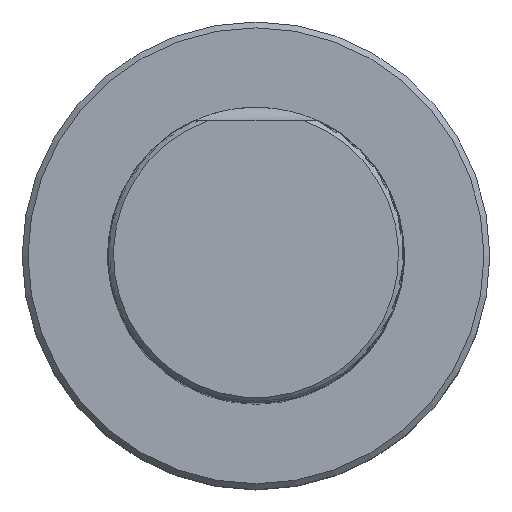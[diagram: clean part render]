
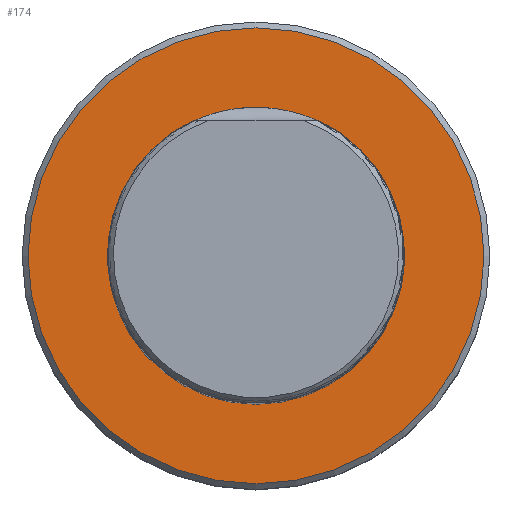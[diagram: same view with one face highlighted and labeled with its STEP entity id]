
A CAD part, top view. The second image highlights one B-rep face of the part: STEP entity #174.
In plain terms, the highlighted planar face has unit normal (0, 0, 1).
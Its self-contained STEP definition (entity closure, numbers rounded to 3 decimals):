
#145=PLANE('',#443);
#174=ADVANCED_FACE('',(#208,#209),#145,.T.);
#208=FACE_BOUND('',#240,.T.);
#209=FACE_BOUND('',#241,.T.);
#240=EDGE_LOOP('',(#279));
#241=EDGE_LOOP('',(#280));
#279=ORIENTED_EDGE('',*,*,#376,.T.);
#280=ORIENTED_EDGE('',*,*,#377,.T.);
#346=VERTEX_POINT('',#596);
#347=VERTEX_POINT('',#598);
#376=EDGE_CURVE('',#346,#346,#412,.T.);
#377=EDGE_CURVE('',#347,#347,#413,.T.);
#412=CIRCLE('',#441,39.);
#413=CIRCLE('',#442,25.396);
#441=AXIS2_PLACEMENT_3D('',#595,#502,#503);
#442=AXIS2_PLACEMENT_3D('',#597,#504,#505);
#443=AXIS2_PLACEMENT_3D('',#599,#506,#507);
#502=DIRECTION('',(0.,0.,1.));
#503=DIRECTION('',(0.,1.,0.));
#504=DIRECTION('',(0.,0.,-1.));
#505=DIRECTION('',(0.,-1.,0.));
#506=DIRECTION('',(0.,0.,1.));
#507=DIRECTION('',(0.,-1.,0.));
#595=CARTESIAN_POINT('',(0.,0.,0.));
#596=CARTESIAN_POINT('',(0.,39.,0.));
#597=CARTESIAN_POINT('',(0.,0.,0.));
#598=CARTESIAN_POINT('',(0.,-25.396,0.));
#599=CARTESIAN_POINT('',(0.,0.,0.));
